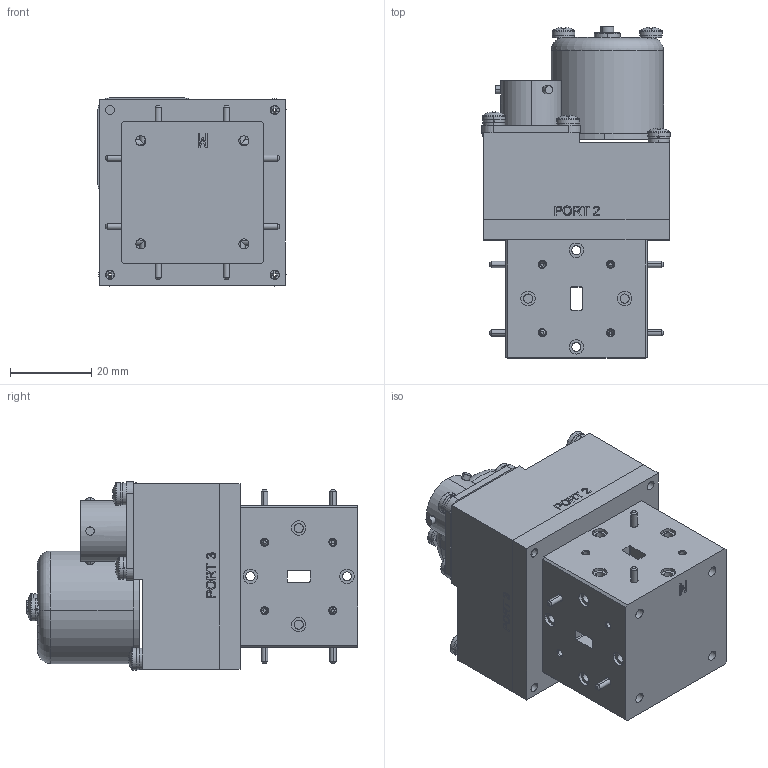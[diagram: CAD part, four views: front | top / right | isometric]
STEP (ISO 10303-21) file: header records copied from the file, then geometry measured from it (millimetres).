
FILE_DESCRIPTION (( 'STEP AP203' ), '1' );
FILE_NAME ('22APM.STEP', '2013-03-15T19:17:58', ( '' ), ( '' ), 'SwSTEP 2.0', 'SolidWorks 2013', '' );
FILE_SCHEMA (( 'CONFIG_CONTROL_DESIGN' ));
Length unit declared in the file: inch
Products named in the file (1): 22APM
Bounding box: 46.39 x 81.84 x 46.39 mm (x, y, z)
Surface area: 21999.8 mm2 (no closed solid volume)
Topology: 0 solids, 60 shells, 612 faces, 1844 edges, 1307 vertices
Faces by surface type: plane 256, cylinder 234, cone 56, torus 34, sphere 16, bspline 16
Entity records: 23687 total; most frequent: CARTESIAN_POINT 6960, DIRECTION 3662, ORIENTED_EDGE 2972, EDGE_CURVE 1844, AXIS2_PLACEMENT_3D 1414, VERTEX_POINT 1307, LINE 834, VECTOR 834
